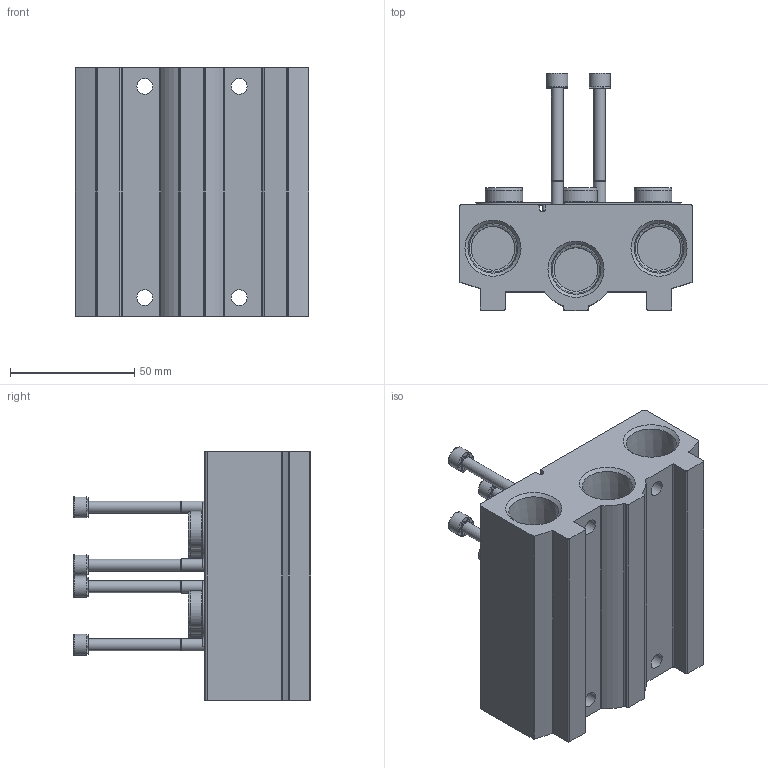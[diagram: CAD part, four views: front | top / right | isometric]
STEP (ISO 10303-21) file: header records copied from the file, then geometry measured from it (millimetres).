
FILE_DESCRIPTION(/* description */ ('STEP AP214'),/* implementation_level */ '2;1');
FILE_NAME(/* name */ '8026386_VABM-B10-30S-N12-2',/* time_stamp */ '2024-09-15T23:32:27+02:00',/* author */ ('License CC BY-ND 4.0'),/* organization */ ('CADENAS'),/* preprocessor_version */ 'ST-DEVELOPER v19.3',/* originating_system */ 'PARTsolutions',/* authorisation */ ' ');
FILE_SCHEMA (('AUTOMOTIVE_DESIGN {1 0 10303 214 3 1 1}'));
Length unit declared in the file: millimetre
Products named in the file (5): 8026386 VABM-B10-30S-N12-2; 8026386 VABM-B10-30S-N12-2---(M); 1658619 VUVS-G3-3---(S); 2191444 F-M5x60-10.9; 31785 B-1/2-NPT---(Plug)
Assembly tree (10 placements, depth 2):
  8026386 VABM-B10-30S-N12-2
    8026386 VABM-B10-30S-N12-2---(M)
    1658619 VUVS-G3-3---(S)  x2
    2191444 F-M5x60-10.9  x4
    31785 B-1/2-NPT---(Plug)  x3
Bounding box: 94 x 95.4 x 100 mm (x, y, z)
Volume: 283780.8 mm3; surface area: 76487.1 mm2
Topology: 10 solids, 10 shells, 480 faces, 1178 edges, 749 vertices
Faces by surface type: plane 234, cylinder 137, cone 93, torus 16
Full cylindrical faces by diameter (mm): 3.5 x1, 4.134 x5, 4.75 x4, 5 x4, 6.3 x4, 8.5 x4, 9 x6, 9.525 x3, 12 x6, 15.1 x6, 17.6 x3, 18.1 x6
Entity records: 7755 total; most frequent: CARTESIAN_POINT 1411, DIRECTION 1348, ORIENTED_EDGE 1118, EDGE_CURVE 559, AXIS2_PLACEMENT_3D 527, FACE_BOUND 417, VERTEX_POINT 414, EDGE_LOOP 410
